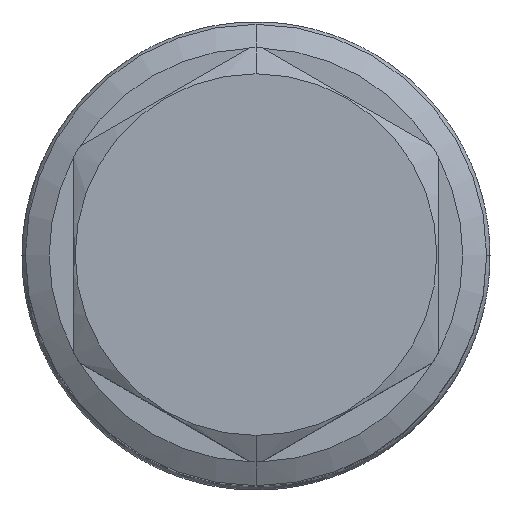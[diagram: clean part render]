
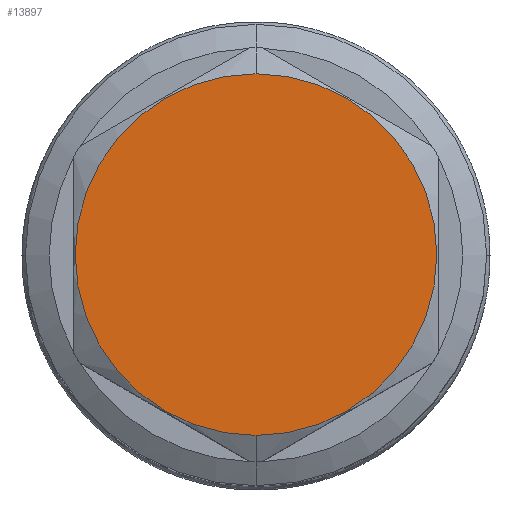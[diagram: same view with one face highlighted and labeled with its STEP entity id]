
A CAD part, top view. The second image highlights one B-rep face of the part: STEP entity #13897.
In plain terms, the highlighted planar face has unit normal (0, 0, 1).
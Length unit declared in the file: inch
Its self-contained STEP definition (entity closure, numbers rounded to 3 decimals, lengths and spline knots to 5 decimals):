
#6780=CARTESIAN_POINT('',(0.,0.,6.896));
#6781=DIRECTION('',(0.,0.,1.));
#6782=DIRECTION('',(0.,-1.,0.));
#6783=AXIS2_PLACEMENT_3D('',#6780,#6781,#6782);
#6785=CARTESIAN_POINT('',(0.,0.,6.896));
#6786=DIRECTION('',(0.,0.,1.));
#6787=DIRECTION('',(0.,1.,0.));
#6788=AXIS2_PLACEMENT_3D('',#6785,#6786,#6787);
#7465=CARTESIAN_POINT('',(0.,-0.807,6.896));
#7466=CARTESIAN_POINT('',(0.,0.807,6.896));
#7467=VERTEX_POINT('',#7465);
#7468=VERTEX_POINT('',#7466);
#13888=CARTESIAN_POINT('',(0.,0.,6.896));
#13889=DIRECTION('',(0.,0.,1.));
#13890=DIRECTION('',(0.,1.,0.));
#13891=AXIS2_PLACEMENT_3D('',#13888,#13889,#13890);
#13892=PLANE('',#13891);
#13893=ORIENTED_EDGE('',*,*,#13658,.F.);
#13894=ORIENTED_EDGE('',*,*,#13879,.F.);
#13895=EDGE_LOOP('',(#13893,#13894));
#13896=FACE_OUTER_BOUND('',#13895,.F.);
#13897=ADVANCED_FACE('',(#13896),#13892,.T.);
#6784=CIRCLE('',#6783,0.807);
#6789=CIRCLE('',#6788,0.807);
#13658=EDGE_CURVE('',#7467,#7468,#6784,.T.);
#13879=EDGE_CURVE('',#7468,#7467,#6789,.T.);
